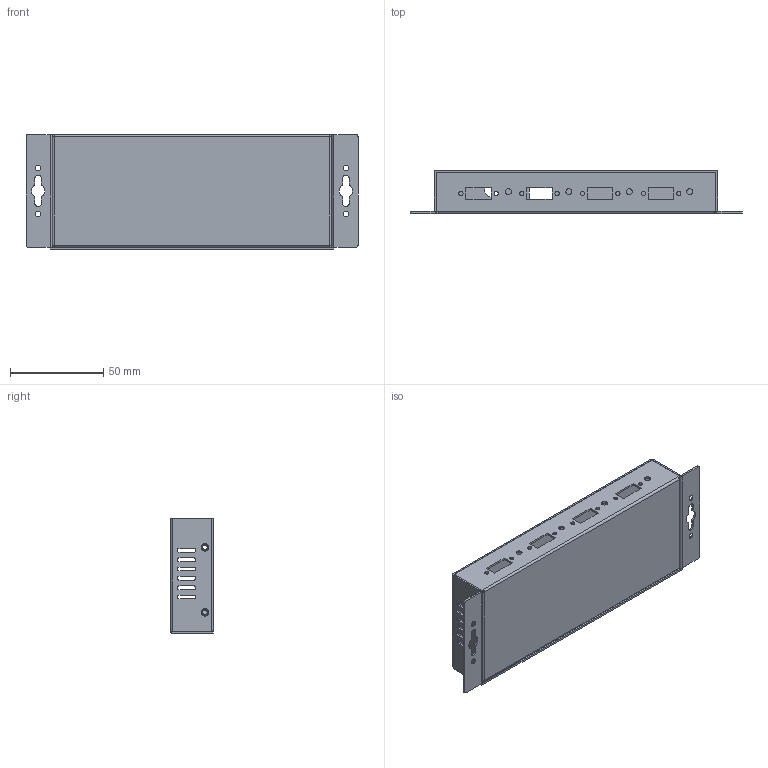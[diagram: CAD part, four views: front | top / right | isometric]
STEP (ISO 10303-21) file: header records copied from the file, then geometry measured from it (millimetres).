
FILE_DESCRIPTION(/* description */ (''),/* implementation_level */ '2;1');
FILE_NAME(/* name */ '4su2ml Assembled.stp',/* time_stamp */ '2019-01-23T14:14:41-05:00',/* author */ ('Kieran'),/* organization */ (''),/* preprocessor_version */ 'ST-DEVELOPER v16.13',/* originating_system */ 'Autodesk Inventor 2018',/* authorisation */ '');
FILE_SCHEMA (('AUTOMOTIVE_DESIGN { 1 0 10303 214 3 1 1 }'));
Length unit declared in the file: millimetre
Products named in the file (3): 4su2ml Assembled; 4su2ml Bottom; 4su2ml Top
Assembly tree (2 placements, depth 2):
  4su2ml Assembled
    4su2ml Bottom
    4su2ml Top
Bounding box: 178.25 x 23 x 61.5 mm (x, y, z)
Volume: 29871.4 mm3; surface area: 61507.6 mm2
Topology: 2 solids, 2 shells, 377 faces, 997 edges, 655 vertices
Faces by surface type: plane 194, cylinder 102, bspline 69, cone 12
Full cylindrical faces by diameter (mm): 2.3 x8, 2.35 x2, 2.459 x8, 3 x8, 3.2 x4, 3.5 x1, 5.25 x4, 8.6 x1
Entity records: 13798 total; most frequent: CARTESIAN_POINT 4706, ORIENTED_EDGE 1858, DIRECTION 1669, EDGE_CURVE 929, VERTEX_POINT 622, LINE 579, VECTOR 579, AXIS2_PLACEMENT_3D 545
